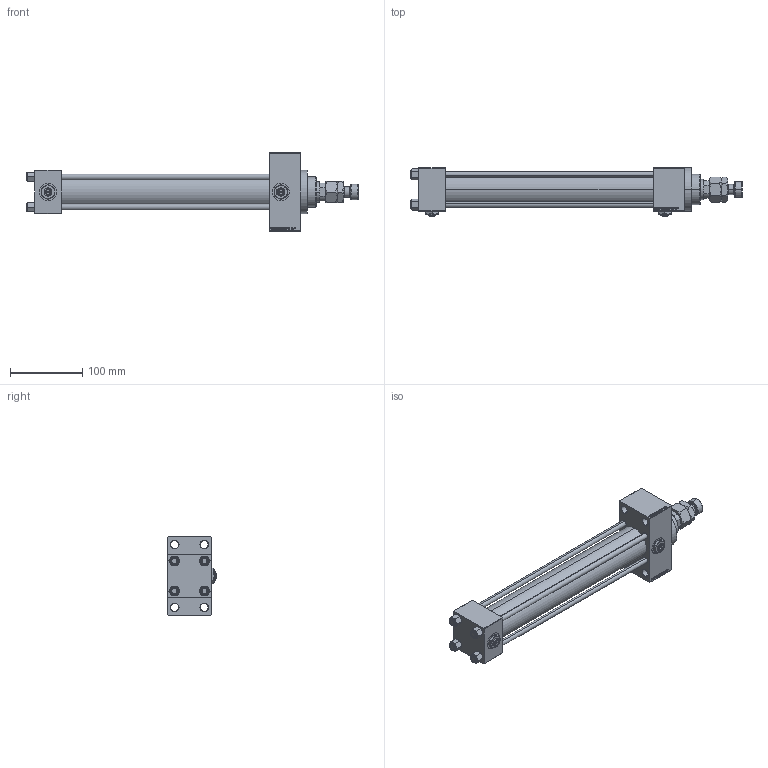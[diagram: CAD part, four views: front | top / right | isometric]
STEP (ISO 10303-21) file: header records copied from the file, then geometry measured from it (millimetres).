
FILE_DESCRIPTION (( 'STEP AP203' ), '1' );
FILE_NAME ('0a11.STEP', '2025-09-17T11:38:42', ( '' ), ( '' ), 'SwSTEP 2.0', 'SolidWorks 2019', '' );
FILE_SCHEMA (( 'CONFIG_CONTROL_DESIGN' ));
Length unit declared in the file: millimetre
Products named in the file (8): V215_VC_A 7d16bf6ccdfb7a93c4d97d83570fdfe4; V215CR_VCP_D 7d16bf6ccdfb7a93c4d97d83570fdfe4; MFA 7d16bf6ccdfb7a93c4d97d83570fdfe4; Zatka_pro_OIL_PORT 7d16bf6ccdfb7a93c4d97d83570fdfe4; NUT_M5_D 7d16bf6ccdfb7a93c4d97d83570fdfe4; 0a11; V215CR_D_TYCINKA 7d16bf6ccdfb7a93c4d97d83570fdfe4; V215CR_D_Body 7d16bf6ccdfb7a93c4d97d83570fdfe4
Assembly tree (14 placements, depth 2):
  0a11
    V215CR_D_Body 7d16bf6ccdfb7a93c4d97d83570fdfe4
    V215CR_VCP_D 7d16bf6ccdfb7a93c4d97d83570fdfe4
    NUT_M5_D 7d16bf6ccdfb7a93c4d97d83570fdfe4  x4
    V215CR_D_TYCINKA 7d16bf6ccdfb7a93c4d97d83570fdfe4  x4
    V215_VC_A 7d16bf6ccdfb7a93c4d97d83570fdfe4
    MFA 7d16bf6ccdfb7a93c4d97d83570fdfe4
    Zatka_pro_OIL_PORT 7d16bf6ccdfb7a93c4d97d83570fdfe4  x2
Bounding box: 460 x 67 x 109 mm (x, y, z)
Volume: 832727.2 mm3; surface area: 242747.9 mm2
Topology: 14 solids, 14 shells, 1257 faces, 3096 edges, 1984 vertices
Faces by surface type: plane 562, bspline 368, cone 212, cylinder 103, torus 12
Entity records: 50979 total; most frequent: CARTESIAN_POINT 26260, ORIENTED_EDGE 5492, DIRECTION 3656, EDGE_CURVE 2746, VERTEX_POINT 1782, LINE 1574, VECTOR 1574, EDGE_LOOP 1234
